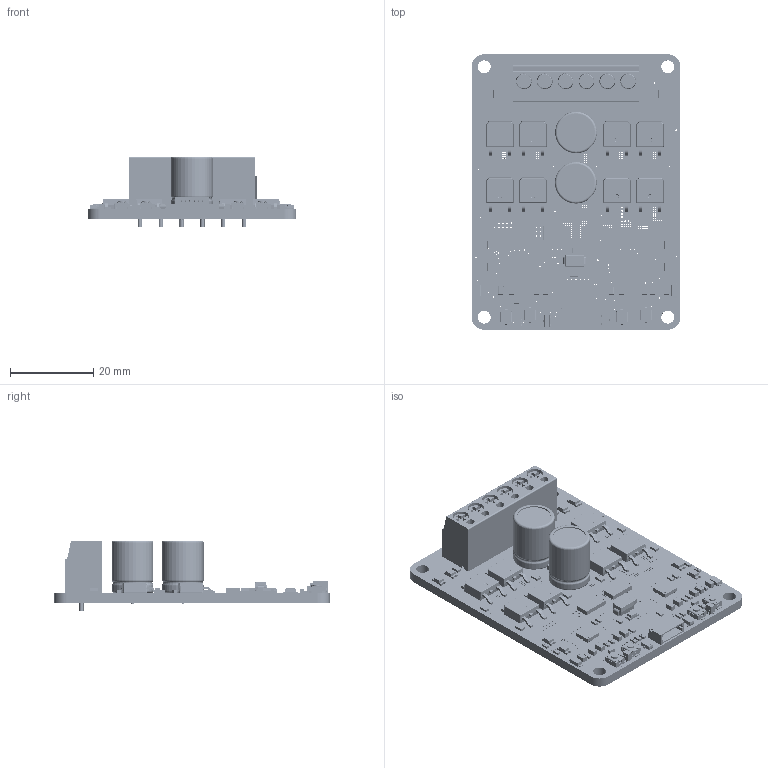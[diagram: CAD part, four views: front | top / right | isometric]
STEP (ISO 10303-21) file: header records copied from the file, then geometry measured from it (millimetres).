
FILE_DESCRIPTION(('PCB Model'),'2;1');
FILE_NAME('10282.STEP','2026-02-25T10:38:24',('Pritesh'),('Unspecified' ),'Open CASCADE STEP processor 7.6','Proteus','Unknown');
FILE_SCHEMA(('AUTOMOTIVE_DESIGN { 1 0 10303 214 1 1 1 1 }'));
Length unit declared in the file: millimetre
Products named in the file (296): Proteus PCB Model; Board; C1; Package; Body_1; C4; Q1; COMPOUND; =>[0:1:1:4]; =>[0:1:1:5]; =>[0:1:1:6]; =>[0:1:1:7]; =>[0:1:1:8]; WIRE; Q2; Q3; Q4; U1; =>[0:1:1:2]; =>[0:1:1:3]; SOLID; R14; R15; R1; Pin_1; Pin_2; C3; Part 3; Part 2; Part 1; C7; R4; R5; C6; C5; R3; R13; LED3; LED4; R2 ...
Assembly tree (393 placements, depth 6):
  Proteus PCB Model
    Board
    C1
      Package
        Body_1
    C4
      Package
        Body_1
    Q1
      Package
        Body_1
          COMPOUND
            =>[0:1:1:4]
            =>[0:1:1:5]
            =>[0:1:1:6]
            =>[0:1:1:7]
            =>[0:1:1:8]
          COMPOUND
            WIRE
            WIRE
            WIRE
    Q2
      Package
        Body_1
          COMPOUND
            =>[0:1:1:4]
            =>[0:1:1:5]
            =>[0:1:1:6]
            =>[0:1:1:7]
            =>[0:1:1:8]
          COMPOUND
            WIRE
            WIRE
            WIRE
    Q3
      Package
        Body_1
          COMPOUND
            =>[0:1:1:4]
            =>[0:1:1:5]
            =>[0:1:1:6]
            =>[0:1:1:7]
            =>[0:1:1:8]
          COMPOUND
            WIRE
            WIRE
            WIRE
    Q4
      Package
        Body_1
          COMPOUND
            =>[0:1:1:4]
            =>[0:1:1:5]
            =>[0:1:1:6]
            =>[0:1:1:7]
            =>[0:1:1:8]
          COMPOUND
            WIRE
            WIRE
            WIRE
Bounding box: 50 x 66 x 16.91 mm (x, y, z)
Volume: 13491.5 mm3; surface area: 16297.4 mm2
Topology: 373 solids, 373 shells, 8210 faces, 20331 edges, 13035 vertices
Faces by surface type: plane 5041, cylinder 1578, bspline 1225, sphere 200, torus 130, cone 36
Full cylindrical faces by diameter (mm): 0.163 x2, 0.3 x268, 0.4 x196, 0.5 x2, 0.508 x2, 1.016 x4, 1.27 x6, 3.1 x4
Entity records: 94328 total; most frequent: CARTESIAN_POINT 18161, DIRECTION 12419, ORIENTED_EDGE 11888, EDGE_CURVE 5944, AXIS2_PLACEMENT_3D 4307, VERTEX_POINT 3845, LINE 3805, VECTOR 3805
